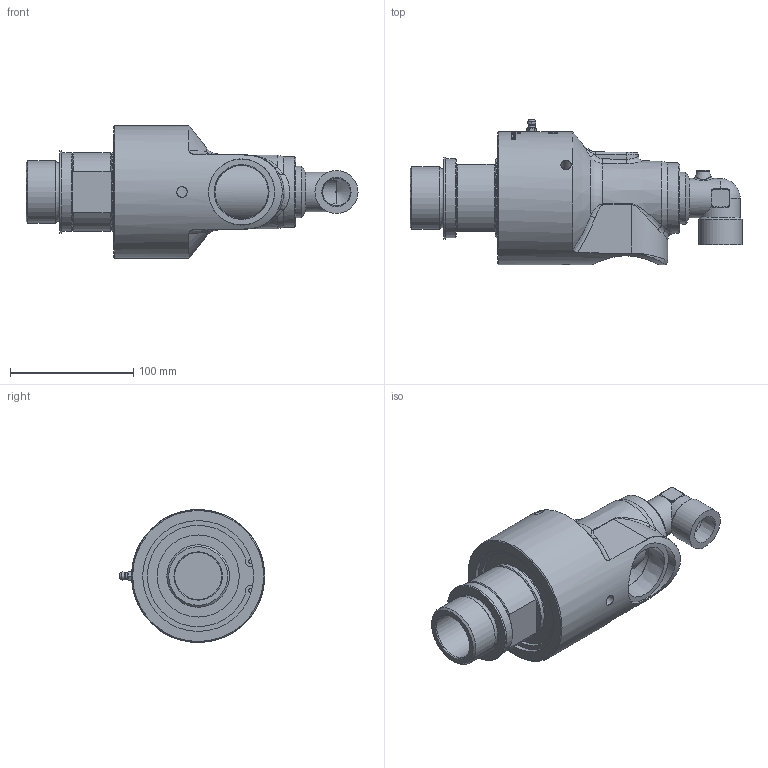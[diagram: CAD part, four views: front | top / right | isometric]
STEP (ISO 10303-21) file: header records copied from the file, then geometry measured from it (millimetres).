
FILE_DESCRIPTION(/* description */ (''),/* implementation_level */ '2;1');
FILE_NAME(/* name */ '557-000-395013-IC.stp',/* time_stamp */ '2022-07-05T14:30:17-05:00',/* author */ ('GALINDOLM'),/* organization */ (''),/* preprocessor_version */ 'ST-DEVELOPER v18.1',/* originating_system */ 'Autodesk Inventor 2022',/* authorisation */ '');
FILE_SCHEMA (('AUTOMOTIVE_DESIGN { 1 0 10303 214 3 1 1 }'));
Products named in the file (1): 557-000-395013-IC
Bounding box: 269.6 x 117.99 x 108 mm (x, y, z)
Volume: 1024483.9 mm3; surface area: 106869.9 mm2
Topology: 1 solids, 2 shells, 1006 faces, 2627 edges, 1726 vertices
Faces by surface type: bspline 450, plane 358, cylinder 150, cone 30, torus 15, sphere 3
Full cylindrical faces by diameter (mm): 3 x1, 3.175 x2, 5.359 x1, 8.6 x3, 22.631 x2, 27.05 x1, 32 x1, 35 x1, 37.313 x1, 38.1 x1, 43.256 x1, 50.754 x1, 50.8 x1, 53.7 x1, 56.25 x1, 64 x2, 66.7 x1, 90.07 x1, 108 x1
Entity records: 44983 total; most frequent: CARTESIAN_POINT 22595, ORIENTED_EDGE 5232, DIRECTION 3355, EDGE_CURVE 2616, VERTEX_POINT 1726, AXIS2_PLACEMENT_3D 1143, EDGE_LOOP 1120, LINE 1069
